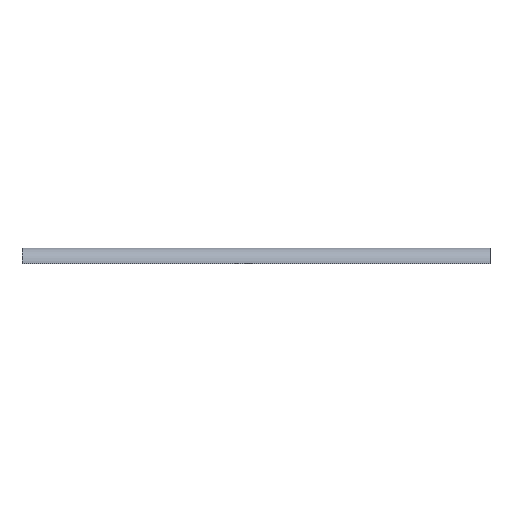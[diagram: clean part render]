
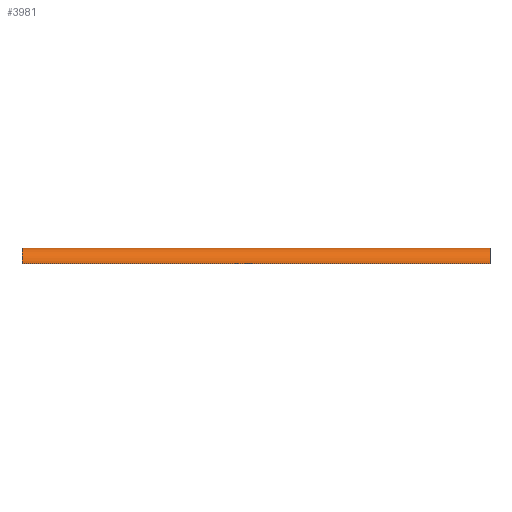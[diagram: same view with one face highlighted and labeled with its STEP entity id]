
A CAD part, left-side view. The second image highlights one B-rep face of the part: STEP entity #3981.
In plain terms, the highlighted cylindrical face has radius 10 mm (diameter 20 mm), a partial arc.
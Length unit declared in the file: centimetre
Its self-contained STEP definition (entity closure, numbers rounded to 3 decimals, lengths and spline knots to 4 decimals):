
#43 = CIRCLE ( 'NONE', #262, 1. ) ;
#98 = CIRCLE ( 'NONE', #3240, 1. ) ;
#262 = AXIS2_PLACEMENT_3D ( 'NONE', #2762, #4445, #1186 ) ;
#278 = CARTESIAN_POINT ( 'NONE',  ( 0., 29.75, -1. ) ) ;
#758 = DIRECTION ( 'NONE',  ( 0., 0., -1. ) ) ;
#1186 = DIRECTION ( 'NONE',  ( 0., 0., -1. ) ) ;
#1235 = ORIENTED_EDGE ( 'NONE', *, *, #1938, .F. ) ;
#1323 = CARTESIAN_POINT ( 'NONE',  ( 0., 29.75, 0. ) ) ;
#1403 = DIRECTION ( 'NONE',  ( 0., 0., -1. ) ) ;
#1439 = VECTOR ( 'NONE', #4706, 100. ) ;
#1938 = EDGE_CURVE ( 'NONE', #4650, #5722, #98, .T. ) ;
#2266 = DIRECTION ( 'NONE',  ( 0., 1., 0. ) ) ;
#2463 = CARTESIAN_POINT ( 'NONE',  ( 0., 0., 0. ) ) ;
#2549 = CARTESIAN_POINT ( 'NONE',  ( -1., 0., -1. ) ) ;
#2607 = EDGE_CURVE ( 'NONE', #4650, #6581, #6954, .T. ) ;
#2762 = CARTESIAN_POINT ( 'NONE',  ( 0., 0., -1. ) ) ;
#3061 = ORIENTED_EDGE ( 'NONE', *, *, #4243, .T. ) ;
#3211 = EDGE_CURVE ( 'NONE', #5722, #4357, #3398, .T. ) ;
#3240 = AXIS2_PLACEMENT_3D ( 'NONE', #6042, #2266, #758 ) ;
#3398 = LINE ( 'NONE', #1323, #3698 ) ;
#3451 = CARTESIAN_POINT ( 'NONE',  ( 0., 29.75, 0. ) ) ;
#3698 = VECTOR ( 'NONE', #5684, 100. ) ;
#3964 = DIRECTION ( 'NONE',  ( 0., -1., 0. ) ) ;
#3981 = ADVANCED_FACE ( 'NONE', ( #5196 ), #6668, .T. ) ;
#4162 = ORIENTED_EDGE ( 'NONE', *, *, #3211, .F. ) ;
#4243 = EDGE_CURVE ( 'NONE', #6581, #4357, #43, .T. ) ;
#4357 = VERTEX_POINT ( 'NONE', #2463 ) ;
#4445 = DIRECTION ( 'NONE',  ( 0., 1., 0. ) ) ;
#4604 = AXIS2_PLACEMENT_3D ( 'NONE', #278, #3964, #1403 ) ;
#4650 = VERTEX_POINT ( 'NONE', #6530 ) ;
#4706 = DIRECTION ( 'NONE',  ( 0., -1., 0. ) ) ;
#5196 = FACE_OUTER_BOUND ( 'NONE', #6416, .T. ) ;
#5684 = DIRECTION ( 'NONE',  ( 0., -1., 0. ) ) ;
#5722 = VERTEX_POINT ( 'NONE', #3451 ) ;
#5730 = ORIENTED_EDGE ( 'NONE', *, *, #2607, .T. ) ;
#6042 = CARTESIAN_POINT ( 'NONE',  ( 0., 29.75, -1. ) ) ;
#6307 = CARTESIAN_POINT ( 'NONE',  ( -1., 29.75, -1. ) ) ;
#6416 = EDGE_LOOP ( 'NONE', ( #3061, #4162, #1235, #5730 ) ) ;
#6530 = CARTESIAN_POINT ( 'NONE',  ( -1., 29.75, -1. ) ) ;
#6581 = VERTEX_POINT ( 'NONE', #2549 ) ;
#6668 = CYLINDRICAL_SURFACE ( 'NONE', #4604, 1. ) ;
#6954 = LINE ( 'NONE', #6307, #1439 ) ;
